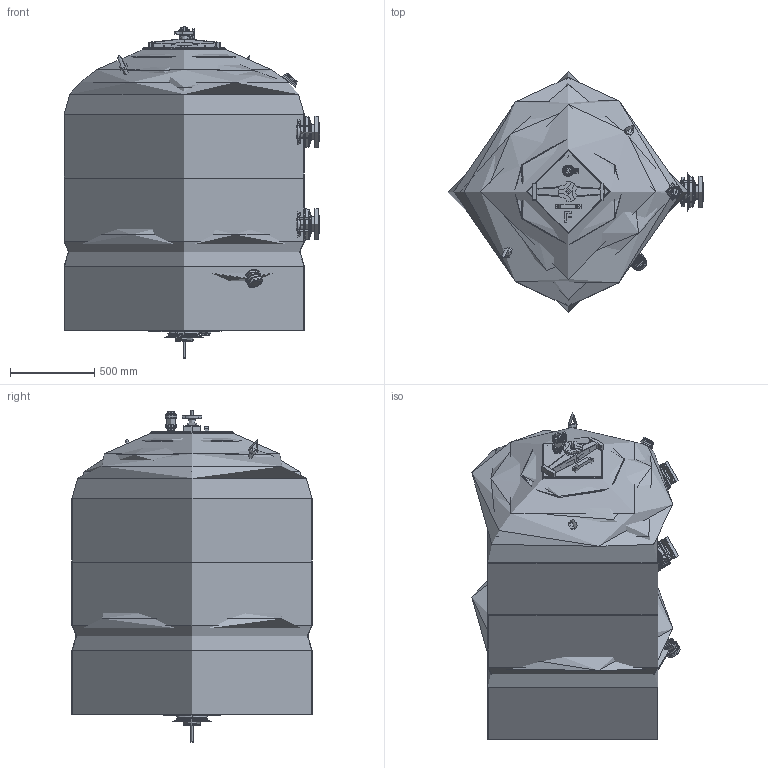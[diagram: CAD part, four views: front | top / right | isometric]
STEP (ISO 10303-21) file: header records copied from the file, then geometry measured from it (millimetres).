
FILE_DESCRIPTION( ( '' ), '1' );
FILE_NAME( '170705 HCFF55752WVA (VFSCN214075H).stp', '2017-07-17T11:28:36', ( 'Fiberpool Internacional' ), ( 'Fiberpool Internacional' ), 'PSStep 14.0', 'SolidEdgeST3', ' ' );
FILE_SCHEMA( ( 'AUTOMOTIVE_DESIGN { 1 0 10303 214 1 1 1 1 }' ) );
Length unit declared in the file: millimetre
Products named in the file (48): Brida tornillos d-90; filtre 1400 FB HAYW 170705-oa14; Base tapa ovalada filtro 2,5 BARS-oa3; Desaigua filtre industrial 1pols-oa10; Válvula de bola 32-1pols; Manòmetre  ; Salida tornillos d-75 p1400-1600-oa1; Tapa oval filtro industrial completa 2,5 BARS-oa6; Assem1; Salida tornillos d-75 p1400-1600-oa0; Sortida descarga de arena 63-oa7; Manòmetre filtro industrial 2011 -oa11; Varilla Roscada M-14x165mm Inox 304; TUERCA SUPERIOR SUJ_JUNTA TAP_OV; Base tapa ovalada filtro 2,5 BAR Act-oa2; Volante filtro-oa4; cos manòmetre filtre industrial; fons manòmetre; agulla manòmetre; vidre manòmetre; cos válvula 32-1pols; manguito valvula bola 32-1pols; femella valvula 32-1pols; maneta válvula 32-1pols; Cos sortida plipropilè 63; femella pasant polipropilè 63; ; Bolt_DIN_580_M24_v8.00; Embellidor manòmetre PVC; CUERPO BRIDA DE TORNILLOS D-90 Rev140124; Tornillo M-10x55 Zinc. DIN 933; Maneta tapa filtro; Puente; Junta tórica 370,00x14,00 nbr-70; Machon doble rosca 1pols; ; ; Embellecedor d-90; casquillo 90-75; manguito portabrida d-75 ...
Bounding box: 1523 x 1430 x 1975.5 mm (x, y, z)
Volume: 260369539.1 mm3; surface area: 63150630.8 mm2
Topology: 213 solids, 213 shells, 5718 faces, 14124 edges, 9205 vertices
Faces by surface type: plane 3302, cylinder 1596, cone 317, bspline 291, torus 167, sphere 29, offset 10, extrusion 6
Full cylindrical faces by diameter (mm): 6 x45, 8 x8, 10 x31, 11.75 x6, 11.835 x5, 12 x5, 13 x8, 14 x5, 14.5 x5, 15.5 x4, 16 x4, 18 x20, 19.6 x5, 21 x7, 23 x4, 23.5 x8, 24 x14, 25 x15, 26 x16, 28 x3, 29 x5, 29.605 x8, 32 x23, 33 x7, 35.5 x11, 37.5 x4, 38 x4, 41.5 x15, 42 x4, 44.5 x15
Entity records: 70635 total; most frequent: CARTESIAN_POINT 41891, DIRECTION 4368, ORIENTED_EDGE 4042, EDGE_CURVE 2021, AXIS2_PLACEMENT_3D 1695, VERTEX_POINT 1412, EDGE_LOOP 1269, FACE_OUTER_BOUND 1093
